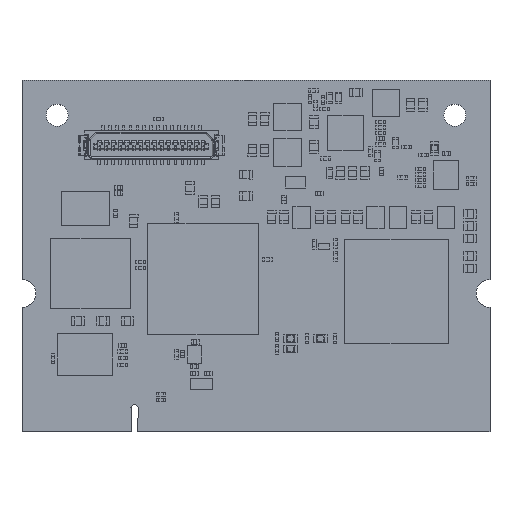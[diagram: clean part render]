
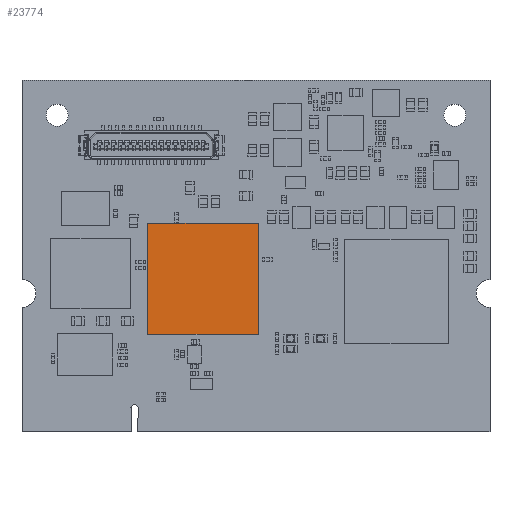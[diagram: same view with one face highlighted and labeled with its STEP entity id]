
A CAD part, top view. The second image highlights one B-rep face of the part: STEP entity #23774.
In plain terms, the highlighted planar face has unit normal (0, 0, 1).
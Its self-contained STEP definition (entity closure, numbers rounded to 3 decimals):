
#23460 = VERTEX_POINT('',#23461);
#23461 = CARTESIAN_POINT('',(-8.001,8.001,2.43));
#23468 = PLANE('',#23469);
#23469 = AXIS2_PLACEMENT_3D('',#23470,#23471,#23472);
#23470 = CARTESIAN_POINT('',(-8.001,8.001,0.));
#23471 = DIRECTION('',(1.,0.,0.));
#23472 = DIRECTION('',(0.,-1.,0.));
#23480 = PLANE('',#23481);
#23481 = AXIS2_PLACEMENT_3D('',#23482,#23483,#23484);
#23482 = CARTESIAN_POINT('',(8.001,8.001,0.));
#23483 = DIRECTION('',(0.,-1.,0.));
#23484 = DIRECTION('',(-1.,0.,0.));
#23492 = EDGE_CURVE('',#23460,#23493,#23495,.T.);
#23493 = VERTEX_POINT('',#23494);
#23494 = CARTESIAN_POINT('',(-8.001,-8.001,2.43));
#23495 = SURFACE_CURVE('',#23496,(#23500,#23507),.PCURVE_S1.);
#23496 = LINE('',#23497,#23498);
#23497 = CARTESIAN_POINT('',(-8.001,8.001,2.43));
#23498 = VECTOR('',#23499,1.);
#23499 = DIRECTION('',(0.,-1.,0.));
#23500 = PCURVE('',#23468,#23501);
#23501 = DEFINITIONAL_REPRESENTATION('',(#23502),#23506);
#23502 = LINE('',#23503,#23504);
#23503 = CARTESIAN_POINT('',(0.,-2.43));
#23504 = VECTOR('',#23505,1.);
#23505 = DIRECTION('',(1.,0.));
#23506 = ( GEOMETRIC_REPRESENTATION_CONTEXT(2) 
PARAMETRIC_REPRESENTATION_CONTEXT() REPRESENTATION_CONTEXT('2D SPACE',''
  ) );
#23507 = PCURVE('',#23508,#23513);
#23508 = PLANE('',#23509);
#23509 = AXIS2_PLACEMENT_3D('',#23510,#23511,#23512);
#23510 = CARTESIAN_POINT('',(-8.001,8.001,2.43));
#23511 = DIRECTION('',(0.,0.,-1.));
#23512 = DIRECTION('',(-1.,0.,0.));
#23513 = DEFINITIONAL_REPRESENTATION('',(#23514),#23518);
#23514 = LINE('',#23515,#23516);
#23515 = CARTESIAN_POINT('',(0.,0.));
#23516 = VECTOR('',#23517,1.);
#23517 = DIRECTION('',(0.,-1.));
#23518 = ( GEOMETRIC_REPRESENTATION_CONTEXT(2) 
PARAMETRIC_REPRESENTATION_CONTEXT() REPRESENTATION_CONTEXT('2D SPACE',''
  ) );
#23536 = PLANE('',#23537);
#23537 = AXIS2_PLACEMENT_3D('',#23538,#23539,#23540);
#23538 = CARTESIAN_POINT('',(-8.001,-8.001,0.));
#23539 = DIRECTION('',(-0.002,1.,0.));
#23540 = DIRECTION('',(1.,0.002,0.));
#23578 = EDGE_CURVE('',#23493,#23579,#23581,.T.);
#23579 = VERTEX_POINT('',#23580);
#23580 = CARTESIAN_POINT('',(7.976,-7.976,2.43));
#23581 = SURFACE_CURVE('',#23582,(#23586,#23593),.PCURVE_S1.);
#23582 = LINE('',#23583,#23584);
#23583 = CARTESIAN_POINT('',(-8.001,-8.001,2.43));
#23584 = VECTOR('',#23585,1.);
#23585 = DIRECTION('',(1.,0.002,0.));
#23586 = PCURVE('',#23536,#23587);
#23587 = DEFINITIONAL_REPRESENTATION('',(#23588),#23592);
#23588 = LINE('',#23589,#23590);
#23589 = CARTESIAN_POINT('',(0.,-2.43));
#23590 = VECTOR('',#23591,1.);
#23591 = DIRECTION('',(1.,0.));
#23592 = ( GEOMETRIC_REPRESENTATION_CONTEXT(2) 
PARAMETRIC_REPRESENTATION_CONTEXT() REPRESENTATION_CONTEXT('2D SPACE',''
  ) );
#23593 = PCURVE('',#23508,#23594);
#23594 = DEFINITIONAL_REPRESENTATION('',(#23595),#23599);
#23595 = LINE('',#23596,#23597);
#23596 = CARTESIAN_POINT('',(0.,-16.002));
#23597 = VECTOR('',#23598,1.);
#23598 = DIRECTION('',(-1.,0.002));
#23599 = ( GEOMETRIC_REPRESENTATION_CONTEXT(2) 
PARAMETRIC_REPRESENTATION_CONTEXT() REPRESENTATION_CONTEXT('2D SPACE',''
  ) );
#23617 = PLANE('',#23618);
#23618 = AXIS2_PLACEMENT_3D('',#23619,#23620,#23621);
#23619 = CARTESIAN_POINT('',(7.976,-7.976,0.));
#23620 = DIRECTION('',(-1.,0.002,0.));
#23621 = DIRECTION('',(0.002,1.,0.));
#23654 = EDGE_CURVE('',#23579,#23655,#23657,.T.);
#23655 = VERTEX_POINT('',#23656);
#23656 = CARTESIAN_POINT('',(8.001,8.001,2.43));
#23657 = SURFACE_CURVE('',#23658,(#23662,#23669),.PCURVE_S1.);
#23658 = LINE('',#23659,#23660);
#23659 = CARTESIAN_POINT('',(7.976,-7.976,2.43));
#23660 = VECTOR('',#23661,1.);
#23661 = DIRECTION('',(0.002,1.,0.));
#23662 = PCURVE('',#23617,#23663);
#23663 = DEFINITIONAL_REPRESENTATION('',(#23664),#23668);
#23664 = LINE('',#23665,#23666);
#23665 = CARTESIAN_POINT('',(0.,-2.43));
#23666 = VECTOR('',#23667,1.);
#23667 = DIRECTION('',(1.,0.));
#23668 = ( GEOMETRIC_REPRESENTATION_CONTEXT(2) 
PARAMETRIC_REPRESENTATION_CONTEXT() REPRESENTATION_CONTEXT('2D SPACE',''
  ) );
#23669 = PCURVE('',#23508,#23670);
#23670 = DEFINITIONAL_REPRESENTATION('',(#23671),#23675);
#23671 = LINE('',#23672,#23673);
#23672 = CARTESIAN_POINT('',(-15.977,-15.977));
#23673 = VECTOR('',#23674,1.);
#23674 = DIRECTION('',(-0.002,1.));
#23675 = ( GEOMETRIC_REPRESENTATION_CONTEXT(2) 
PARAMETRIC_REPRESENTATION_CONTEXT() REPRESENTATION_CONTEXT('2D SPACE',''
  ) );
#23725 = EDGE_CURVE('',#23655,#23460,#23726,.T.);
#23726 = SURFACE_CURVE('',#23727,(#23731,#23738),.PCURVE_S1.);
#23727 = LINE('',#23728,#23729);
#23728 = CARTESIAN_POINT('',(8.001,8.001,2.43));
#23729 = VECTOR('',#23730,1.);
#23730 = DIRECTION('',(-1.,0.,0.));
#23731 = PCURVE('',#23480,#23732);
#23732 = DEFINITIONAL_REPRESENTATION('',(#23733),#23737);
#23733 = LINE('',#23734,#23735);
#23734 = CARTESIAN_POINT('',(0.,-2.43));
#23735 = VECTOR('',#23736,1.);
#23736 = DIRECTION('',(1.,0.));
#23737 = ( GEOMETRIC_REPRESENTATION_CONTEXT(2) 
PARAMETRIC_REPRESENTATION_CONTEXT() REPRESENTATION_CONTEXT('2D SPACE',''
  ) );
#23738 = PCURVE('',#23508,#23739);
#23739 = DEFINITIONAL_REPRESENTATION('',(#23740),#23744);
#23740 = LINE('',#23741,#23742);
#23741 = CARTESIAN_POINT('',(-16.002,0.));
#23742 = VECTOR('',#23743,1.);
#23743 = DIRECTION('',(1.,0.));
#23744 = ( GEOMETRIC_REPRESENTATION_CONTEXT(2) 
PARAMETRIC_REPRESENTATION_CONTEXT() REPRESENTATION_CONTEXT('2D SPACE',''
  ) );
#23774 = ADVANCED_FACE('',(#23775),#23508,.F.);
#23775 = FACE_BOUND('',#23776,.T.);
#23776 = EDGE_LOOP('',(#23777,#23778,#23779,#23780));
#23777 = ORIENTED_EDGE('',*,*,#23492,.T.);
#23778 = ORIENTED_EDGE('',*,*,#23578,.T.);
#23779 = ORIENTED_EDGE('',*,*,#23654,.T.);
#23780 = ORIENTED_EDGE('',*,*,#23725,.T.);
